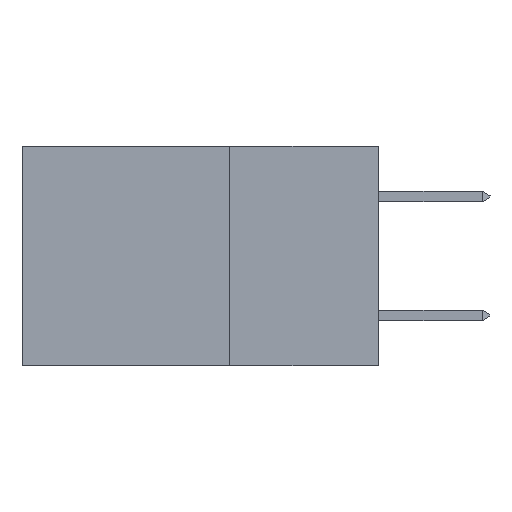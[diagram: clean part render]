
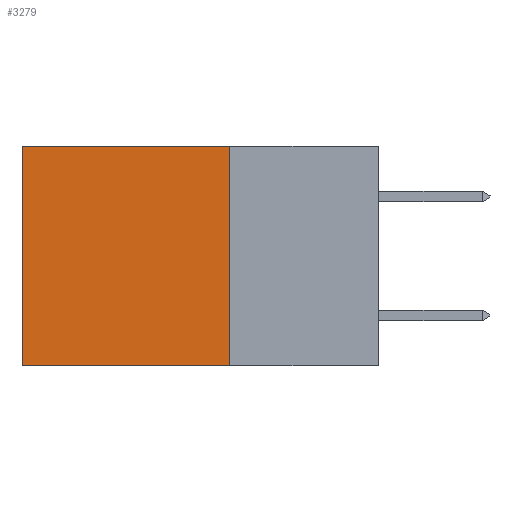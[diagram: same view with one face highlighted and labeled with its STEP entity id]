
A CAD part, left-side view. The second image highlights one B-rep face of the part: STEP entity #3279.
In plain terms, the highlighted planar face has unit normal (-1, 0, 0).
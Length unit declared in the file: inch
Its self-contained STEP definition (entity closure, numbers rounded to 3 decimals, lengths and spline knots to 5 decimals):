
#462 = VERTEX_POINT ( 'NONE', #614 ) ;
#614 = CARTESIAN_POINT ( 'NONE',  ( 0.2615, 0.25, 0. ) ) ;
#725 = ORIENTED_EDGE ( 'NONE', *, *, #6055, .T. ) ;
#1478 = ORIENTED_EDGE ( 'NONE', *, *, #9073, .F. ) ;
#1513 = CARTESIAN_POINT ( 'NONE',  ( 0.2615, 0.25, -0.37 ) ) ;
#1781 = EDGE_CURVE ( 'NONE', #3132, #4325, #2742, .T. ) ;
#1901 = LINE ( 'NONE', #5322, #7525 ) ;
#1950 = CARTESIAN_POINT ( 'NONE',  ( 0.2615, 0.25, -0.37 ) ) ;
#2034 = VECTOR ( 'NONE', #5369, 39.37008 ) ;
#2742 = LINE ( 'NONE', #6970, #2034 ) ;
#2847 = EDGE_LOOP ( 'NONE', ( #3482, #1478, #9610, #725 ) ) ;
#2911 = CARTESIAN_POINT ( 'NONE',  ( 0.2615, 0.25, -0.37 ) ) ;
#3093 = PLANE ( 'NONE',  #10268 ) ;
#3096 = VERTEX_POINT ( 'NONE', #1950 ) ;
#3132 = VERTEX_POINT ( 'NONE', #6972 ) ;
#3279 = ADVANCED_FACE ( 'NONE', ( #6343 ), #3093, .F. ) ;
#3482 = ORIENTED_EDGE ( 'NONE', *, *, #1781, .T. ) ;
#4019 = DIRECTION ( 'NONE',  ( 0., 1., 0. ) ) ;
#4325 = VERTEX_POINT ( 'NONE', #11158 ) ;
#4996 = DIRECTION ( 'NONE',  ( 0., 0., -1. ) ) ;
#5279 = VECTOR ( 'NONE', #4996, 39.37008 ) ;
#5322 = CARTESIAN_POINT ( 'NONE',  ( 0.2615, 0.25, -0.37 ) ) ;
#5369 = DIRECTION ( 'NONE',  ( 0., 0., -1. ) ) ;
#5612 = DIRECTION ( 'NONE',  ( 1., 0., 0. ) ) ;
#6055 = EDGE_CURVE ( 'NONE', #462, #3132, #6364, .T. ) ;
#6343 = FACE_OUTER_BOUND ( 'NONE', #2847, .T. ) ;
#6364 = LINE ( 'NONE', #6759, #9403 ) ;
#6759 = CARTESIAN_POINT ( 'NONE',  ( 0.2615, 0.25, 0. ) ) ;
#6970 = CARTESIAN_POINT ( 'NONE',  ( 0.2615, 0.6, -0.37 ) ) ;
#6972 = CARTESIAN_POINT ( 'NONE',  ( 0.2615, 0.6, 0. ) ) ;
#7088 = DIRECTION ( 'NONE',  ( 0., 1., 0. ) ) ;
#7478 = EDGE_CURVE ( 'NONE', #462, #3096, #9307, .T. ) ;
#7525 = VECTOR ( 'NONE', #7088, 39.37008 ) ;
#9073 = EDGE_CURVE ( 'NONE', #3096, #4325, #1901, .T. ) ;
#9307 = LINE ( 'NONE', #1513, #5279 ) ;
#9403 = VECTOR ( 'NONE', #4019, 39.37008 ) ;
#9610 = ORIENTED_EDGE ( 'NONE', *, *, #7478, .F. ) ;
#10268 = AXIS2_PLACEMENT_3D ( 'NONE', #2911, #5612, #10703 ) ;
#10703 = DIRECTION ( 'NONE',  ( 0., 0., -1. ) ) ;
#11158 = CARTESIAN_POINT ( 'NONE',  ( 0.2615, 0.6, -0.37 ) ) ;
